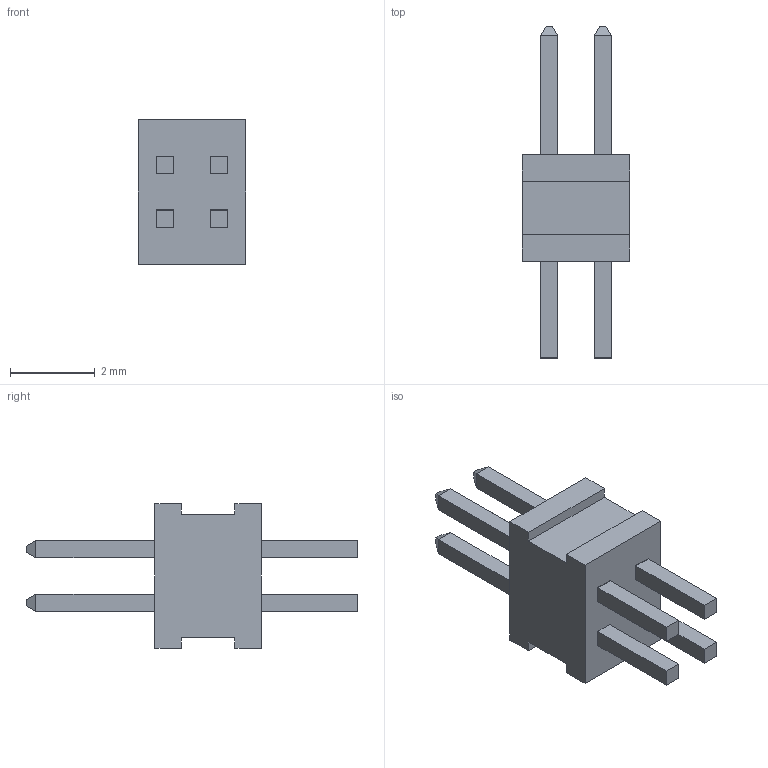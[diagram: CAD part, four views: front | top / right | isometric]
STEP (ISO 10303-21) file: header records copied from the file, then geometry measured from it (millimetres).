
FILE_DESCRIPTION( ( 'STEP AP214' ), '1' );
FILE_NAME( 'FTSH-102-01-F-D.stp', '2020-01-17T19:04:17', ( '' ), ( '' ), ' ', 'PARTsolutions', ' ' );
FILE_SCHEMA( ( 'AUTOMOTIVE_DESIGN { 1 0 10303 214 1 1 1 1 }' ) );
Length unit declared in the file: inch
Products named in the file (4): FTSH-102-01-F-D; _FTSH-102-01-F-D_body; _FTSH-102-01-F-D_pins1; _FTSH-102-01-F-D_pins2
Assembly tree (3 placements, depth 2):
  FTSH-102-01-F-D
    _FTSH-102-01-F-D_body
    _FTSH-102-01-F-D_pins1
    _FTSH-102-01-F-D_pins2
Bounding box: 2.54 x 7.85 x 3.43 mm (x, y, z)
Volume: 23.7 mm3; surface area: 113.4 mm2
Topology: 3 solids, 3 shells, 88 faces, 230 edges, 148 vertices
Faces by surface type: plane 88
Entity records: 3416 total; most frequent: CARTESIAN_POINT 470, ORIENTED_EDGE 460, DIRECTION 414, EDGE_CURVE 230, LINE 230, VECTOR 230, VERTEX_POINT 148, EDGE_LOOP 96
